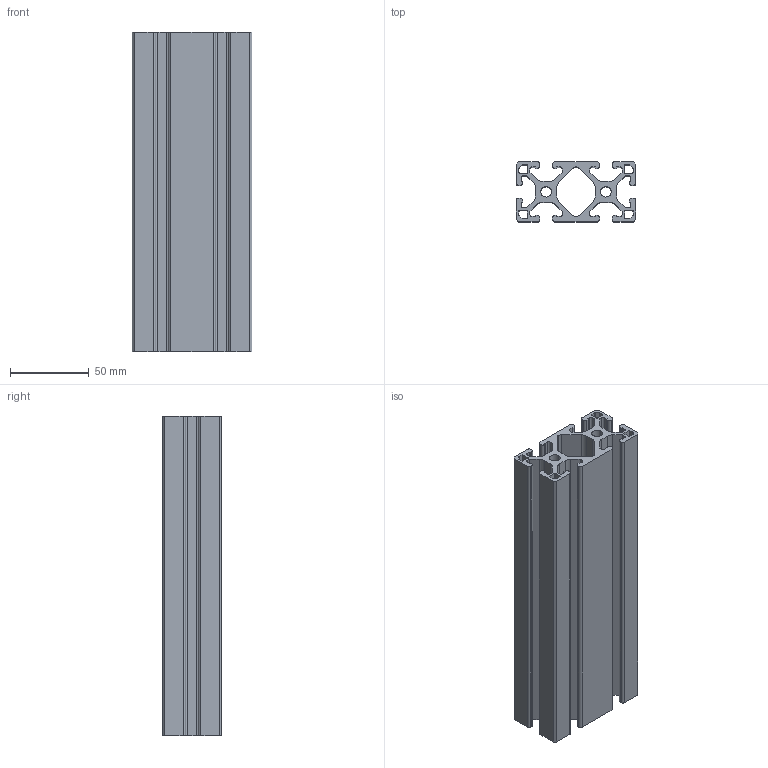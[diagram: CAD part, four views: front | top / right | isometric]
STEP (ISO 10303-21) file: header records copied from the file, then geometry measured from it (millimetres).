
FILE_DESCRIPTION (( 'STEP AP203' ), '1' );
FILE_NAME ('1530CL.step', '2022-09-20T12:19:13', ( '' ), ( '' ), 'SwSTEP 2.0', 'SolidWorks 2021', '' );
FILE_SCHEMA (( 'CONFIG_CONTROL_DESIGN' ));
Length unit declared in the file: inch
Products named in the file (1): 1530CL
Bounding box: 76.2 x 38.1 x 203.2 mm (x, y, z)
Volume: 231657 mm3; surface area: 140847.9 mm2
Topology: 1 solids, 1 shells, 202 faces, 600 edges, 400 vertices
Faces by surface type: plane 120, cylinder 82
Entity records: 6895 total; most frequent: CARTESIAN_POINT 1203, ORIENTED_EDGE 1200, DIRECTION 1170, EDGE_CURVE 600, LINE 436, VECTOR 436, VERTEX_POINT 400, AXIS2_PLACEMENT_3D 367
